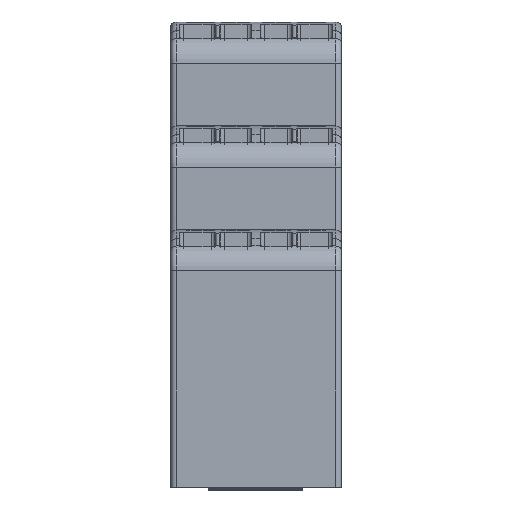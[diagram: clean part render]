
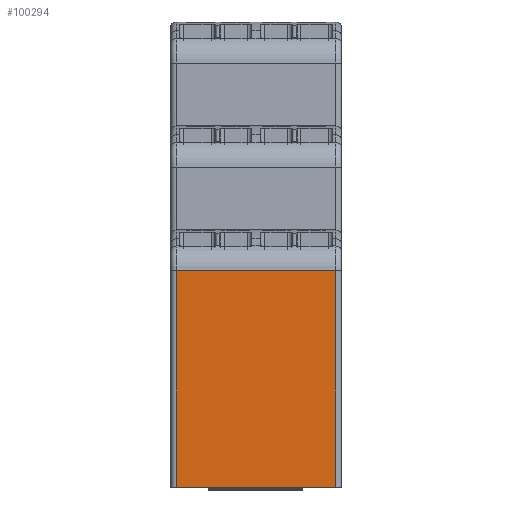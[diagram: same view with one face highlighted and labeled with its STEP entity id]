
A CAD part, front view. The second image highlights one B-rep face of the part: STEP entity #100294.
In plain terms, the highlighted planar face has unit normal (0, -1, 0).
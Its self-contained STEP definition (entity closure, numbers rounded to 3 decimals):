
#782 = DIRECTION ( 'NONE',  ( -1., 0., 0. ) ) ;
#1179 = CARTESIAN_POINT ( 'NONE',  ( -12.06, 4.559, 25.505 ) ) ;
#3271 = DIRECTION ( 'NONE',  ( 0., 1., 0. ) ) ;
#4575 = VERTEX_POINT ( 'NONE', #19488 ) ;
#5452 = VECTOR ( 'NONE', #59983, 1000. ) ;
#19488 = CARTESIAN_POINT ( 'NONE',  ( 2.54, 4.559, 25.505 ) ) ;
#24087 = LINE ( 'NONE', #78834, #77230 ) ;
#25419 = CARTESIAN_POINT ( 'NONE',  ( -12.06, 4.559, 5.72 ) ) ;
#30819 = CARTESIAN_POINT ( 'NONE',  ( -12.06, 4.559, 24.872 ) ) ;
#47902 = CARTESIAN_POINT ( 'NONE',  ( 3.14, 4.559, 24.872 ) ) ;
#58832 = VECTOR ( 'NONE', #782, 1000. ) ;
#59983 = DIRECTION ( 'NONE',  ( 0., 0., -1. ) ) ;
#63342 = DIRECTION ( 'NONE',  ( 0., 0., 1. ) ) ;
#76728 = EDGE_CURVE ( 'NONE', #153192, #4575, #24087, .T. ) ;
#76795 = VERTEX_POINT ( 'NONE', #25419 ) ;
#77230 = VECTOR ( 'NONE', #63342, 1000. ) ;
#78834 = CARTESIAN_POINT ( 'NONE',  ( 2.54, 4.559, 25.505 ) ) ;
#81842 = EDGE_CURVE ( 'NONE', #171420, #76795, #154868, .T. ) ;
#86199 = VECTOR ( 'NONE', #102546, 1000. ) ;
#87975 = CARTESIAN_POINT ( 'NONE',  ( 3.14, 4.559, 25.505 ) ) ;
#94518 = EDGE_CURVE ( 'NONE', #153192, #76795, #142109, .T. ) ;
#94903 = ORIENTED_EDGE ( 'NONE', *, *, #94518, .F. ) ;
#95221 = CARTESIAN_POINT ( 'NONE',  ( 2.54, 4.559, 5.72 ) ) ;
#100200 = CARTESIAN_POINT ( 'NONE',  ( 3.14, 4.559, 5.72 ) ) ;
#100294 = ADVANCED_FACE ( 'NONE', ( #128270 ), #158267, .F. ) ;
#101651 = LINE ( 'NONE', #87975, #86199 ) ;
#102546 = DIRECTION ( 'NONE',  ( -1., 0., 0. ) ) ;
#113556 = EDGE_LOOP ( 'NONE', ( #161329, #165071, #94903, #179655 ) ) ;
#121461 = AXIS2_PLACEMENT_3D ( 'NONE', #47902, #3271, #154672 ) ;
#128270 = FACE_OUTER_BOUND ( 'NONE', #113556, .T. ) ;
#140078 = EDGE_CURVE ( 'NONE', #4575, #171420, #101651, .T. ) ;
#142109 = LINE ( 'NONE', #100200, #58832 ) ;
#153192 = VERTEX_POINT ( 'NONE', #95221 ) ;
#154672 = DIRECTION ( 'NONE',  ( 1., 0., 0. ) ) ;
#154868 = LINE ( 'NONE', #30819, #5452 ) ;
#158267 = PLANE ( 'NONE',  #121461 ) ;
#161329 = ORIENTED_EDGE ( 'NONE', *, *, #140078, .T. ) ;
#165071 = ORIENTED_EDGE ( 'NONE', *, *, #81842, .T. ) ;
#171420 = VERTEX_POINT ( 'NONE', #1179 ) ;
#179655 = ORIENTED_EDGE ( 'NONE', *, *, #76728, .T. ) ;
